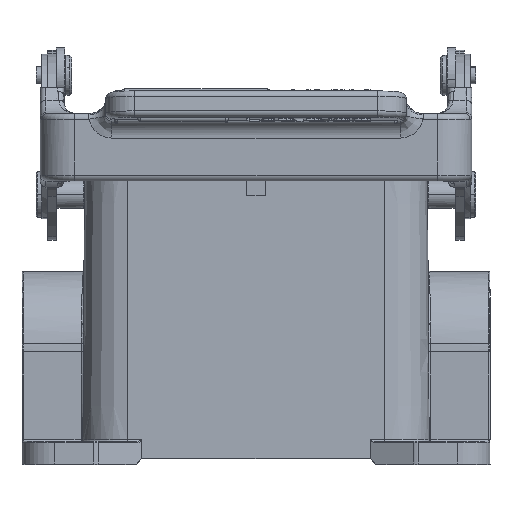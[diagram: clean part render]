
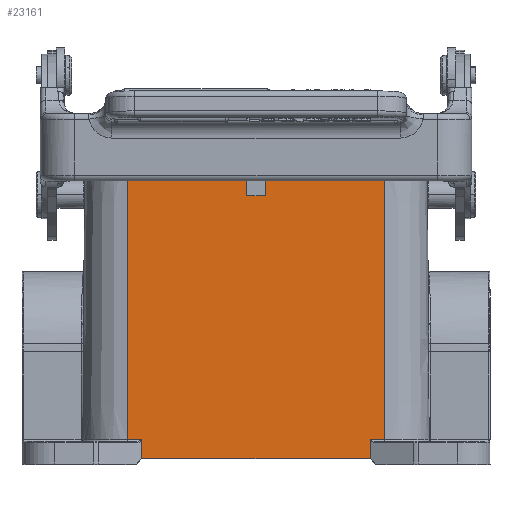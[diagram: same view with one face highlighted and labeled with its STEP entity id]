
A CAD part, top view. The second image highlights one B-rep face of the part: STEP entity #23161.
In plain terms, the highlighted planar face has unit normal (0, 0.009, 1).
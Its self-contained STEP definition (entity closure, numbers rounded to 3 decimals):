
#4443=DIRECTION('',(1.,0.,0.));
#4444=VECTOR('',#4443,39.998);
#4445=CARTESIAN_POINT('',(-19.999,1.,21.944));
#4446=LINE('',#4445,#4444);
#4530=DIRECTION('',(0.,-1.,0.009));
#4531=VECTOR('',#4530,3.238);
#4532=CARTESIAN_POINT('',(-20.,4.238,21.916));
#4533=LINE('',#4532,#4531);
#4541=DIRECTION('',(1.,0.,0.));
#4542=VECTOR('',#4541,20.9);
#4543=CARTESIAN_POINT('',(1.6,51.5,21.5));
#4544=LINE('',#4543,#4542);
#4564=CARTESIAN_POINT('',(20.,4.238,21.916));
#4565=CARTESIAN_POINT('',(20.,4.245,21.916));
#4566=CARTESIAN_POINT('',(20.,4.258,21.91));
#4567=CARTESIAN_POINT('',(20.,4.278,21.913));
#4568=CARTESIAN_POINT('',(20.,4.291,21.912));
#4569=CARTESIAN_POINT('',(20.,4.297,21.912));
#4571=DIRECTION('',(1.,0.,0.));
#4572=VECTOR('',#4571,2.5);
#4573=CARTESIAN_POINT('',(20.,4.297,21.912));
#4574=LINE('',#4573,#4572);
#4585=DIRECTION('',(0.,1.,-0.009));
#4586=VECTOR('',#4585,47.204);
#4587=CARTESIAN_POINT('',(22.5,4.297,21.912));
#4588=LINE('',#4587,#4586);
#6835=DIRECTION('',(-1.,0.,0.));
#6836=VECTOR('',#6835,20.9);
#6837=CARTESIAN_POINT('',(-1.6,51.5,21.5));
#6838=LINE('',#6837,#6836);
#6991=DIRECTION('',(0.,-1.,0.009));
#6992=VECTOR('',#6991,4.5);
#6993=CARTESIAN_POINT('',(1.6,51.5,21.5));
#6994=LINE('',#6993,#6992);
#7003=DIRECTION('',(-1.,0.,0.));
#7004=VECTOR('',#7003,3.2);
#7005=CARTESIAN_POINT('',(1.6,47.,21.539));
#7006=LINE('',#7005,#7004);
#7011=DIRECTION('',(0.,1.,-0.009));
#7012=VECTOR('',#7011,4.5);
#7013=CARTESIAN_POINT('',(-1.6,47.,21.539));
#7014=LINE('',#7013,#7012);
#7141=DIRECTION('',(0.,-1.,0.009));
#7142=VECTOR('',#7141,47.204);
#7143=CARTESIAN_POINT('',(-22.5,51.5,21.5));
#7144=LINE('',#7143,#7142);
#7182=DIRECTION('',(1.,0.,0.));
#7183=VECTOR('',#7182,2.5);
#7184=CARTESIAN_POINT('',(-22.5,4.297,21.912));
#7185=LINE('',#7184,#7183);
#7186=CARTESIAN_POINT('',(-20.,4.297,21.912));
#7187=CARTESIAN_POINT('',(-20.,4.291,21.912));
#7188=CARTESIAN_POINT('',(-20.,4.277,21.913));
#7189=CARTESIAN_POINT('',(-20.,4.258,21.91));
#7190=CARTESIAN_POINT('',(-20.,4.245,21.916));
#7191=CARTESIAN_POINT('',(-20.,4.238,21.916));
#8705=DIRECTION('',(0.,1.,-0.009));
#8706=VECTOR('',#8705,3.238);
#8707=CARTESIAN_POINT('',(19.999,1.,21.944));
#8708=LINE('',#8707,#8706);
#14672=CARTESIAN_POINT('',(19.999,1.,21.944));
#14673=VERTEX_POINT('',#14672);
#14675=CARTESIAN_POINT('',(-19.999,1.,
21.944));
#14676=VERTEX_POINT('',#14675);
#14735=CARTESIAN_POINT('',(-20.,4.238,
21.916));
#14736=VERTEX_POINT('',#14735);
#14737=VERTEX_POINT('',#4564);
#14738=VERTEX_POINT('',#4569);
#14739=VERTEX_POINT('',#7186);
#14740=CARTESIAN_POINT('',(-22.5,4.297,
21.912));
#14741=VERTEX_POINT('',#14740);
#14742=CARTESIAN_POINT('',(-22.5,51.5,21.5));
#14743=VERTEX_POINT('',#14742);
#14744=CARTESIAN_POINT('',(-1.6,51.5,21.5));
#14745=VERTEX_POINT('',#14744);
#14746=CARTESIAN_POINT('',(-1.6,47.,21.539));
#14747=VERTEX_POINT('',#14746);
#14748=CARTESIAN_POINT('',(1.6,47.,21.539));
#14749=VERTEX_POINT('',#14748);
#14750=CARTESIAN_POINT('',(1.6,51.5,21.5));
#14751=VERTEX_POINT('',#14750);
#14752=CARTESIAN_POINT('',(22.5,51.5,21.5));
#14753=VERTEX_POINT('',#14752);
#14754=CARTESIAN_POINT('',(22.5,4.297,21.912));
#14755=VERTEX_POINT('',#14754);
#23128=CARTESIAN_POINT('',(0.,26.25,
21.72));
#23129=DIRECTION('',(0.,0.009,1.));
#23130=DIRECTION('',(0.,-1.,0.009));
#23131=AXIS2_PLACEMENT_3D('',#23128,#23129,#23130);
#23132=PLANE('',#23131);
#23134=ORIENTED_EDGE('',*,*,#23133,.F.);
#23136=ORIENTED_EDGE('',*,*,#23135,.F.);
#23137=ORIENTED_EDGE('',*,*,#22931,.F.);
#23138=ORIENTED_EDGE('',*,*,#23120,.F.);
#23140=ORIENTED_EDGE('',*,*,#23139,.F.);
#23142=ORIENTED_EDGE('',*,*,#23141,.F.);
#23144=ORIENTED_EDGE('',*,*,#23143,.F.);
#23146=ORIENTED_EDGE('',*,*,#23145,.F.);
#23148=ORIENTED_EDGE('',*,*,#23147,.F.);
#23150=ORIENTED_EDGE('',*,*,#23149,.F.);
#23152=ORIENTED_EDGE('',*,*,#23151,.F.);
#23154=ORIENTED_EDGE('',*,*,#23153,.T.);
#23156=ORIENTED_EDGE('',*,*,#23155,.F.);
#23158=ORIENTED_EDGE('',*,*,#23157,.F.);
#23159=EDGE_LOOP('',(#23134,#23136,#23137,#23138,#23140,#23142,#23144,#23146,
#23148,#23150,#23152,#23154,#23156,#23158));
#23160=FACE_OUTER_BOUND('',#23159,.F.);
#4570=B_SPLINE_CURVE_WITH_KNOTS('',3,(#4564,#4565,#4566,#4567,#4568,#4569),
.UNSPECIFIED.,.F.,.F.,(4,1,1,4),(0.,0.333,0.667,1.),
.UNSPECIFIED.);
#7192=B_SPLINE_CURVE_WITH_KNOTS('',3,(#7186,#7187,#7188,#7189,#7190,#7191),
.UNSPECIFIED.,.F.,.F.,(4,1,1,4),(0.,0.333,0.667,1.),
.UNSPECIFIED.);
#22931=EDGE_CURVE('',#14676,#14673,#4446,.T.);
#23120=EDGE_CURVE('',#14736,#14676,#4533,.T.);
#23133=EDGE_CURVE('',#14737,#14738,#4570,.T.);
#23135=EDGE_CURVE('',#14673,#14737,#8708,.T.);
#23139=EDGE_CURVE('',#14739,#14736,#7192,.T.);
#23141=EDGE_CURVE('',#14741,#14739,#7185,.T.);
#23143=EDGE_CURVE('',#14743,#14741,#7144,.T.);
#23145=EDGE_CURVE('',#14745,#14743,#6838,.T.);
#23147=EDGE_CURVE('',#14747,#14745,#7014,.T.);
#23149=EDGE_CURVE('',#14749,#14747,#7006,.T.);
#23151=EDGE_CURVE('',#14751,#14749,#6994,.T.);
#23153=EDGE_CURVE('',#14751,#14753,#4544,.T.);
#23155=EDGE_CURVE('',#14755,#14753,#4588,.T.);
#23157=EDGE_CURVE('',#14738,#14755,#4574,.T.);
#23161=ADVANCED_FACE('',(#23160),#23132,.T.);
